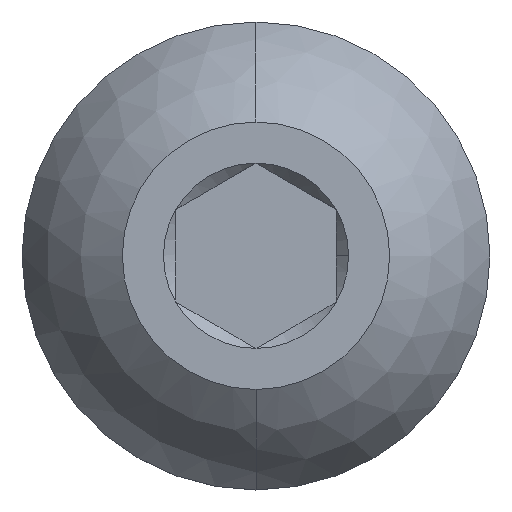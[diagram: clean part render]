
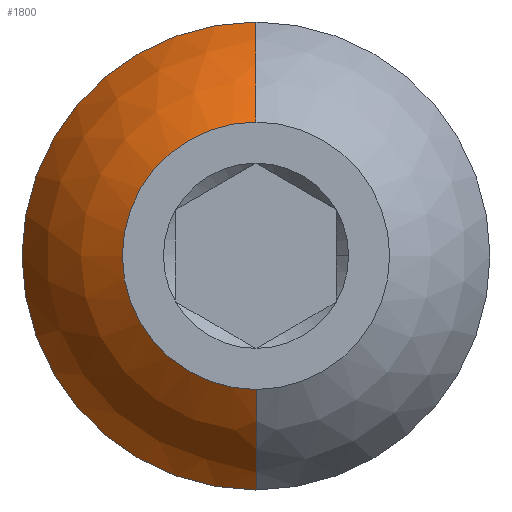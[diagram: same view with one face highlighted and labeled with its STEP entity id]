
A CAD part, top view. The second image highlights one B-rep face of the part: STEP entity #1800.
In plain terms, the highlighted spherical face has radius 7.469 mm.
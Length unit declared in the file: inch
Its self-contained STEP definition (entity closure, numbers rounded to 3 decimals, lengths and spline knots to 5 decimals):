
#4 = AXIS2_PLACEMENT_3D ( 'NONE', #540, #726, #1371 ) ;
#69 = CARTESIAN_POINT ( 'NONE',  ( 0., 0.2735, -0.1411 ) ) ;
#87 = CARTESIAN_POINT ( 'NONE',  ( 0., 0., -0.2491 ) ) ;
#121 = VERTEX_POINT ( 'NONE', #1420 ) ;
#261 = DIRECTION ( 'NONE',  ( 0., 1., 0. ) ) ;
#298 = CARTESIAN_POINT ( 'NONE',  ( 0., 0., -0.2491 ) ) ;
#302 = VERTEX_POINT ( 'NONE', #1050 ) ;
#305 = ORIENTED_EDGE ( 'NONE', *, *, #1459, .T. ) ;
#306 = DIRECTION ( 'NONE',  ( 0., -1., 0. ) ) ;
#360 = CIRCLE ( 'NONE', #1462, 0.2735 ) ;
#417 = AXIS2_PLACEMENT_3D ( 'NONE', #87, #1897, #261 ) ;
#520 = CARTESIAN_POINT ( 'NONE',  ( -0.2735, 0., -0.1411 ) ) ;
#537 = DIRECTION ( 'NONE',  ( 0., 0., 1. ) ) ;
#540 = CARTESIAN_POINT ( 'NONE',  ( 0., 0., -0.1411 ) ) ;
#608 = DIRECTION ( 'NONE',  ( 1., 0., 0. ) ) ;
#617 = FACE_OUTER_BOUND ( 'NONE', #906, .T. ) ;
#621 = VERTEX_POINT ( 'NONE', #2036 ) ;
#726 = DIRECTION ( 'NONE',  ( 0., 0., 1. ) ) ;
#765 = ORIENTED_EDGE ( 'NONE', *, *, #1709, .F. ) ;
#781 = CIRCLE ( 'NONE', #417, 0.29405 ) ;
#795 = SPHERICAL_SURFACE ( 'NONE', #1485, 0.29405 ) ;
#842 = AXIS2_PLACEMENT_3D ( 'NONE', #1094, #1885, #1737 ) ;
#906 = EDGE_LOOP ( 'NONE', ( #989, #1584, #1000, #305, #765 ) ) ;
#959 = AXIS2_PLACEMENT_3D ( 'NONE', #2100, #1428, #608 ) ;
#989 = ORIENTED_EDGE ( 'NONE', *, *, #1191, .F. ) ;
#1000 = ORIENTED_EDGE ( 'NONE', *, *, #2057, .T. ) ;
#1015 = EDGE_CURVE ( 'NONE', #1848, #1039, #360, .T. ) ;
#1039 = VERTEX_POINT ( 'NONE', #520 ) ;
#1050 = CARTESIAN_POINT ( 'NONE',  ( 0., -0.2735, -0.1411 ) ) ;
#1094 = CARTESIAN_POINT ( 'NONE',  ( 0., 0., -0.2491 ) ) ;
#1191 = EDGE_CURVE ( 'NONE', #1848, #621, #781, .T. ) ;
#1371 = DIRECTION ( 'NONE',  ( 1., 0., 0. ) ) ;
#1420 = CARTESIAN_POINT ( 'NONE',  ( 0., -0.15625, 0. ) ) ;
#1428 = DIRECTION ( 'NONE',  ( 0., 0., 1. ) ) ;
#1459 = EDGE_CURVE ( 'NONE', #302, #121, #1890, .T. ) ;
#1462 = AXIS2_PLACEMENT_3D ( 'NONE', #1834, #537, #1507 ) ;
#1485 = AXIS2_PLACEMENT_3D ( 'NONE', #298, #1770, #306 ) ;
#1507 = DIRECTION ( 'NONE',  ( 1., 0., 0. ) ) ;
#1584 = ORIENTED_EDGE ( 'NONE', *, *, #1015, .T. ) ;
#1709 = EDGE_CURVE ( 'NONE', #621, #121, #1779, .T. ) ;
#1737 = DIRECTION ( 'NONE',  ( 0., -1., 0. ) ) ;
#1770 = DIRECTION ( 'NONE',  ( 0., 0., -1. ) ) ;
#1779 = CIRCLE ( 'NONE', #959, 0.15625 ) ;
#1800 = ADVANCED_FACE ( 'NONE', ( #617 ), #795, .T. ) ;
#1834 = CARTESIAN_POINT ( 'NONE',  ( 0., 0., -0.1411 ) ) ;
#1848 = VERTEX_POINT ( 'NONE', #69 ) ;
#1863 = CIRCLE ( 'NONE', #4, 0.2735 ) ;
#1885 = DIRECTION ( 'NONE',  ( -1., 0., 0. ) ) ;
#1890 = CIRCLE ( 'NONE', #842, 0.29405 ) ;
#1897 = DIRECTION ( 'NONE',  ( 1., 0., 0. ) ) ;
#2036 = CARTESIAN_POINT ( 'NONE',  ( 0., 0.15625, 0. ) ) ;
#2057 = EDGE_CURVE ( 'NONE', #1039, #302, #1863, .T. ) ;
#2100 = CARTESIAN_POINT ( 'NONE',  ( 0., 0., 0. ) ) ;
